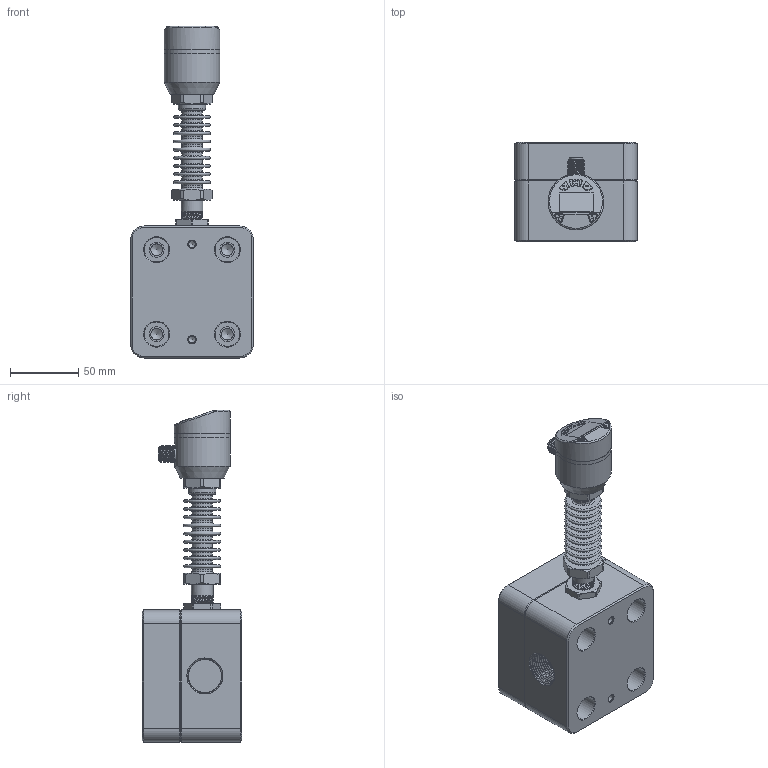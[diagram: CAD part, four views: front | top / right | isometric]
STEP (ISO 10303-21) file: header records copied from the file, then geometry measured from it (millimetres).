
FILE_DESCRIPTION(/* description */ (''),/* implementation_level */ '2;1');
FILE_NAME(/* name */ 'FM506-50L-M15 方形齿轮流量计上方检测 2022.01.18.stp',/* time_stamp */ '2024-03-20T09:42:57+08:00',/* author */ (''),/* organization */ (''),/* preprocessor_version */ 'ST-DEVELOPER v16.7',/* originating_system */ 'SIEMENS PLM Software NX 12.0',/* authorisation */ '');
FILE_SCHEMA (('AUTOMOTIVE_DESIGN { 1 0 10303 214 3 1 1 1 }'));
Length unit declared in the file: millimetre
Products named in the file (1): 0013E4C1B87me7z
Bounding box: 90 x 73 x 243.8 mm (x, y, z)
Volume: 671485.8 mm3; surface area: 110924.9 mm2
Topology: 7 solids, 9 shells, 603 faces, 1401 edges, 877 vertices
Faces by surface type: plane 212, cylinder 177, cone 102, torus 67, bspline 39, sphere 6
Full cylindrical faces by diameter (mm): 1 x5, 2.7 x4, 5 x6, 8 x4, 8.4 x1, 8.6 x4, 9.7 x1, 9.8 x1, 10.1 x1, 11 x4, 11.6 x1, 12 x1, 15 x10, 15.9 x1, 16.5 x1, 18 x4, 20 x1, 23 x3, 26 x4, 41 x3
Entity records: 27462 total; most frequent: CARTESIAN_POINT 13235, DIRECTION 2669, ORIENTED_EDGE 2390, EDGE_CURVE 1195, AXIS2_PLACEMENT_3D 1095, VERTEX_POINT 821, EDGE_LOOP 806, ADVANCED_FACE 599
